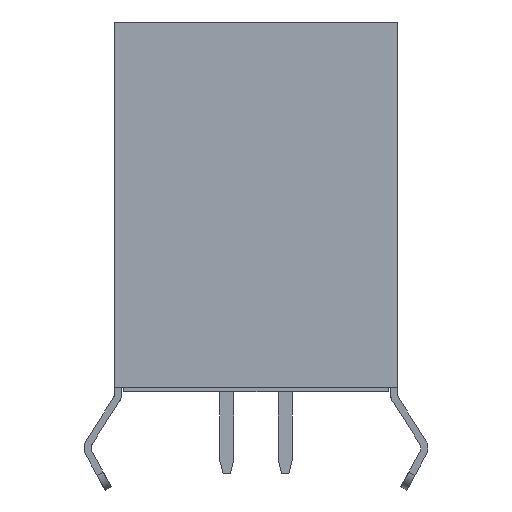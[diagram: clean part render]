
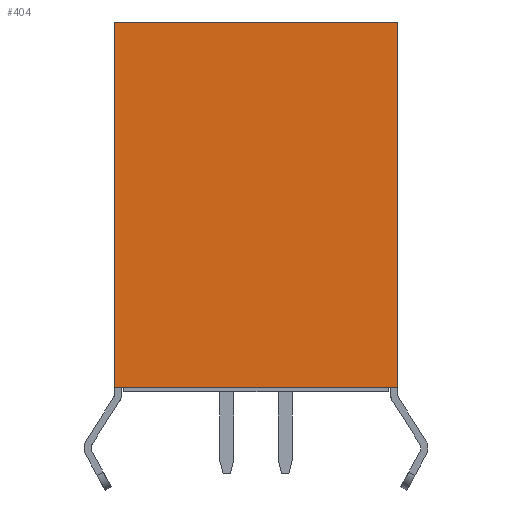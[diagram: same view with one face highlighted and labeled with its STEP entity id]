
A CAD part, front view. The second image highlights one B-rep face of the part: STEP entity #404.
In plain terms, the highlighted planar face has unit normal (0, -1, 0).
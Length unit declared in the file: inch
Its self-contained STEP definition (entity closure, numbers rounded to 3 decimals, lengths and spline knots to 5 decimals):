
#121 = VECTOR ( 'NONE', #5324, 39.37008 ) ;
#161 = EDGE_LOOP ( 'NONE', ( #4397, #540, #1523, #7190 ) ) ;
#247 = DIRECTION ( 'NONE',  ( 0., -1., 0. ) ) ;
#404 = ADVANCED_FACE ( 'NONE', ( #4545 ), #4651, .T. ) ;
#460 = AXIS2_PLACEMENT_3D ( 'NONE', #740, #247, #2343 ) ;
#540 = ORIENTED_EDGE ( 'NONE', *, *, #1270, .T. ) ;
#740 = CARTESIAN_POINT ( 'NONE',  ( -0.23819, 0., -0.60236 ) ) ;
#939 = CARTESIAN_POINT ( 'NONE',  ( 0.23819, 0., -0.60236 ) ) ;
#1040 = DIRECTION ( 'NONE',  ( 0., 0., 1. ) ) ;
#1270 = EDGE_CURVE ( 'NONE', #6465, #6173, #4341, .T. ) ;
#1280 = VERTEX_POINT ( 'NONE', #5959 ) ;
#1523 = ORIENTED_EDGE ( 'NONE', *, *, #3671, .T. ) ;
#1628 = VECTOR ( 'NONE', #6415, 39.37008 ) ;
#1684 = VERTEX_POINT ( 'NONE', #1849 ) ;
#1849 = CARTESIAN_POINT ( 'NONE',  ( 0.23819, 0., 0.01181 ) ) ;
#2343 = DIRECTION ( 'NONE',  ( 1., 0., 0. ) ) ;
#2858 = CARTESIAN_POINT ( 'NONE',  ( -0.23819, 0., -0.60236 ) ) ;
#3167 = CARTESIAN_POINT ( 'NONE',  ( -0.23819, 0., -0.60236 ) ) ;
#3171 = DIRECTION ( 'NONE',  ( 0., 0., -1. ) ) ;
#3354 = EDGE_CURVE ( 'NONE', #1684, #1280, #6893, .T. ) ;
#3671 = EDGE_CURVE ( 'NONE', #6173, #1684, #6083, .T. ) ;
#3750 = VECTOR ( 'NONE', #1040, 39.37008 ) ;
#4341 = LINE ( 'NONE', #3167, #121 ) ;
#4347 = CARTESIAN_POINT ( 'NONE',  ( -0.23819, 0., -0.60236 ) ) ;
#4397 = ORIENTED_EDGE ( 'NONE', *, *, #4999, .T. ) ;
#4545 = FACE_OUTER_BOUND ( 'NONE', #161, .T. ) ;
#4651 = PLANE ( 'NONE',  #460 ) ;
#4999 = EDGE_CURVE ( 'NONE', #1280, #6465, #6078, .T. ) ;
#5103 = CARTESIAN_POINT ( 'NONE',  ( 0.23819, 0., -0.60236 ) ) ;
#5324 = DIRECTION ( 'NONE',  ( 1., 0., 0. ) ) ;
#5776 = VECTOR ( 'NONE', #3171, 39.37008 ) ;
#5829 = CARTESIAN_POINT ( 'NONE',  ( -0.23819, 0., 0.01181 ) ) ;
#5959 = CARTESIAN_POINT ( 'NONE',  ( -0.23819, 0., 0.01181 ) ) ;
#6078 = LINE ( 'NONE', #4347, #5776 ) ;
#6083 = LINE ( 'NONE', #939, #3750 ) ;
#6173 = VERTEX_POINT ( 'NONE', #5103 ) ;
#6415 = DIRECTION ( 'NONE',  ( -1., 0., 0. ) ) ;
#6465 = VERTEX_POINT ( 'NONE', #2858 ) ;
#6893 = LINE ( 'NONE', #5829, #1628 ) ;
#7190 = ORIENTED_EDGE ( 'NONE', *, *, #3354, .T. ) ;
